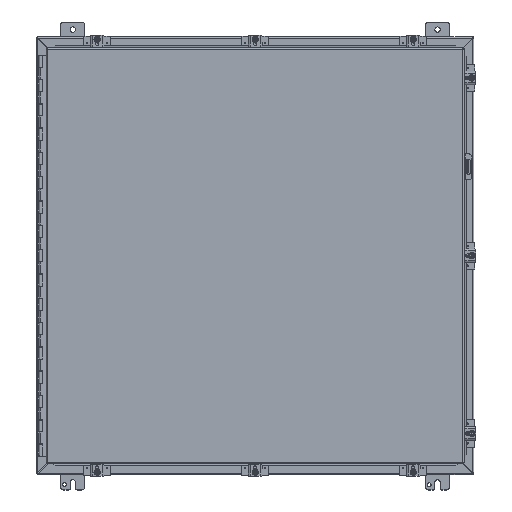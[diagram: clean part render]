
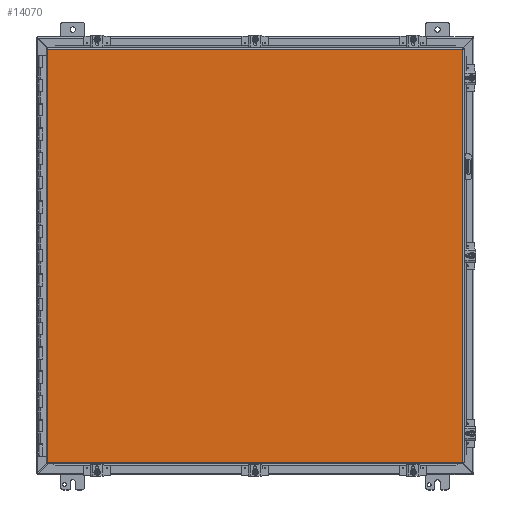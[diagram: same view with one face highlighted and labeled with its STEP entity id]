
A CAD part, top view. The second image highlights one B-rep face of the part: STEP entity #14070.
In plain terms, the highlighted face is planar.
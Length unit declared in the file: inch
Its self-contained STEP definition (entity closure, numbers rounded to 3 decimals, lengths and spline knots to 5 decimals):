
#1541=FACE_OUTER_BOUND('',#2317,.T.);
#2317=EDGE_LOOP('',(#10257,#10258,#10259,#10260));
#3314=LINE('',#21759,#4681);
#3320=LINE('',#21880,#4687);
#3330=LINE('',#22033,#4697);
#3333=LINE('',#22066,#4700);
#4681=VECTOR('',#17048,34.1645);
#4687=VECTOR('',#17062,34.1645);
#4697=VECTOR('',#17084,33.977);
#4700=VECTOR('',#17093,33.977);
#5972=VERTEX_POINT('',#21750);
#5973=VERTEX_POINT('',#21758);
#5976=VERTEX_POINT('',#21828);
#5977=VERTEX_POINT('',#21872);
#7530=EDGE_CURVE('',#5973,#5972,#3314,.T.);
#7543=EDGE_CURVE('',#5976,#5977,#3320,.T.);
#7560=EDGE_CURVE('',#5972,#5976,#3330,.T.);
#7564=EDGE_CURVE('',#5977,#5973,#3333,.T.);
#10257=ORIENTED_EDGE('',*,*,#7560,.T.);
#10258=ORIENTED_EDGE('',*,*,#7543,.T.);
#10259=ORIENTED_EDGE('',*,*,#7564,.T.);
#10260=ORIENTED_EDGE('',*,*,#7530,.T.);
#12930=PLANE('',#14934);
#14070=ADVANCED_FACE('',(#1541),#12930,.F.);
#14934=AXIS2_PLACEMENT_3D('',#22146,#17107,#17108);
#17048=DIRECTION('',(-1.,0.,0.));
#17062=DIRECTION('',(1.,0.,0.));
#17084=DIRECTION('',(0.,1.,0.));
#17093=DIRECTION('',(0.,-1.,0.));
#17107=DIRECTION('center_axis',(0.,0.,1.));
#17108=DIRECTION('ref_axis',(1.,0.,0.));
#21750=CARTESIAN_POINT('',(-17.08225,-16.9885,0.));
#21758=CARTESIAN_POINT('',(17.08225,-16.9885,0.));
#21759=CARTESIAN_POINT('',(8.54113,-16.9885,0.));
#21828=CARTESIAN_POINT('',(-17.08225,16.9885,0.));
#21872=CARTESIAN_POINT('',(17.08225,16.9885,0.));
#21880=CARTESIAN_POINT('',(-8.59375,16.9885,0.));
#22033=CARTESIAN_POINT('',(-17.08225,-8.49425,0.));
#22066=CARTESIAN_POINT('',(17.08225,8.49425,0.));
#22146=CARTESIAN_POINT('Origin',(0.,0.,
0.));
